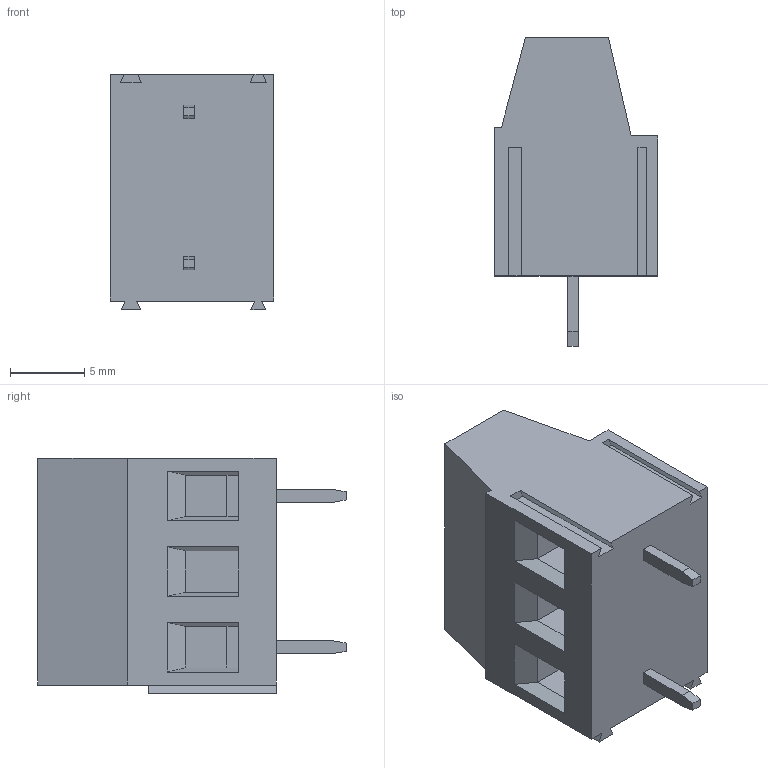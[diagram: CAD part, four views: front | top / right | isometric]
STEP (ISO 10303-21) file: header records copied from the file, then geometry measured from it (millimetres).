
FILE_DESCRIPTION(('STEP AP214'),'1');
FILE_NAME('MV252-10.16-V.stp','2015-11-27T16:46:41',(' '),(' '),'Spatial InterOp 3D',' ',' ');
FILE_SCHEMA(('automotive_design'));
Length unit declared in the file: metre
Products named in the file (1): 1
Bounding box: 11 x 20.7 x 15.84 mm (x, y, z)
Volume: 2012.8 mm3; surface area: 1543.8 mm2
Topology: 1 solids, 1 shells, 82 faces, 206 edges, 134 vertices
Faces by surface type: plane 79, cylinder 3
Full cylindrical faces by diameter (mm): 4 x3
Entity records: 3042 total; most frequent: CARTESIAN_POINT 416, ORIENTED_EDGE 402, DIRECTION 379, EDGE_CURVE 201, LINE 189, VECTOR 189, VERTEX_POINT 132, AXIS2_PLACEMENT_3D 95
